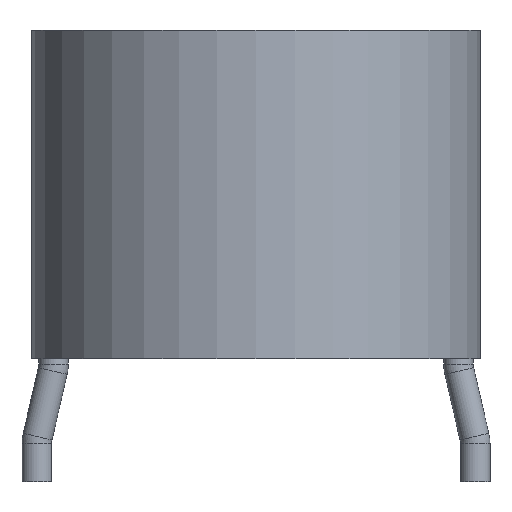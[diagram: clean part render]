
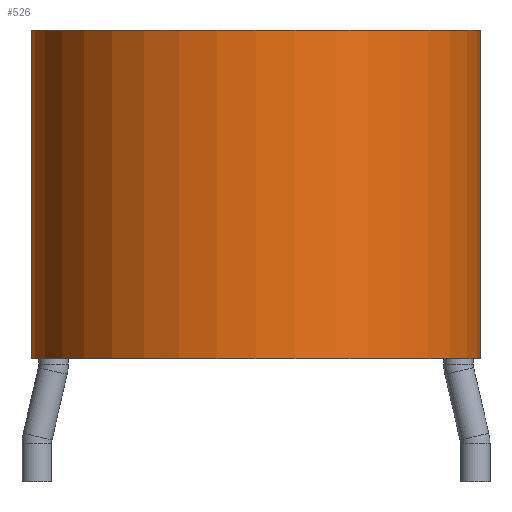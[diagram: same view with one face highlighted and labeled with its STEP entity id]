
A CAD part, front view. The second image highlights one B-rep face of the part: STEP entity #526.
In plain terms, the highlighted cylindrical face has radius 14.897 mm (diameter 29.794 mm), a partial arc.
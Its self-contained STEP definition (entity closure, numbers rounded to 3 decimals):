
#427=CARTESIAN_POINT('',(-0.347,0.0,21.793));
#426=VERTEX_POINT('',#427);
#429=CARTESIAN_POINT('',(29.447,0.0,21.793));
#428=VERTEX_POINT('',#429);
#432=CARTESIAN_POINT('',(14.55,0.0,21.793));
#436=EDGE_CURVE($,#428,#426,#441,.T.);
#441=CIRCLE($,#442,14.897);
#442=AXIS2_PLACEMENT_3D($,#432,#444,#445);
#444=DIRECTION('',(0.0,0.0,-1.0));
#445=DIRECTION('',(-1.0,0.0,0.0));
#482=CARTESIAN_POINT('',(-0.347,0.0,0.0));
#481=VERTEX_POINT('',#482);
#484=CARTESIAN_POINT('',(29.447,0.0,0.0));
#483=VERTEX_POINT('',#484);
#480=EDGE_CURVE($,#481,#483,#485,.T.);
#485=CIRCLE($,#486,14.897);
#487=CARTESIAN_POINT('',(14.55,0.0,0.0));
#486=AXIS2_PLACEMENT_3D($,#487,#488,#489);
#488=DIRECTION('',(0.0,0.0,1.0));
#489=DIRECTION('',(-1.0,0.0,0.0));
#526=ADVANCED_FACE($,(#532),#527,.T.);
#527=CYLINDRICAL_SURFACE($,#528,14.897);
#528=AXIS2_PLACEMENT_3D($,#529,#530,#531);
#529=CARTESIAN_POINT('',(14.55,0.0,0.0));
#530=DIRECTION('',(0.,0.,1.));
#531=DIRECTION('',(1.,0.,0.));
#532=FACE_OUTER_BOUND($,#533,.T.);
#533=EDGE_LOOP($,(#556, #534, #566, #545));
#557=EDGE_CURVE('',#481,#426,#562,.T.);
#562=LINE('',#482,#564);
#564=VECTOR('',#565,21.793);
#565=DIRECTION('',(0.0,0.0,1.0));
#556=ORIENTED_EDGE('',*,*,#557,.F.);
#534=ORIENTED_EDGE('',*,*,#480,.T.);
#567=EDGE_CURVE('',#428,#483,#572,.T.);
#572=LINE('',#429,#574);
#574=VECTOR('',#575,21.793);
#575=DIRECTION('',(0.0,0.0,-1.0));
#566=ORIENTED_EDGE('',*,*,#567,.F.);
#545=ORIENTED_EDGE('',*,*,#436,.T.);
